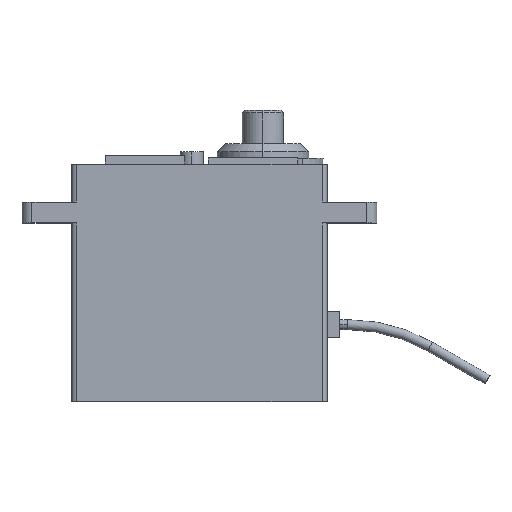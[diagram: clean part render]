
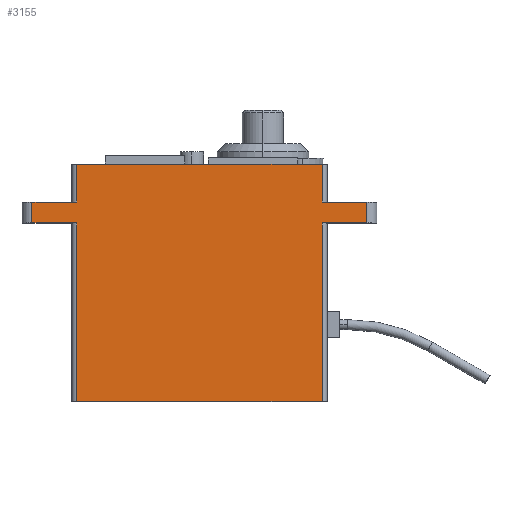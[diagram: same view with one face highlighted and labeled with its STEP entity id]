
A CAD part, top view. The second image highlights one B-rep face of the part: STEP entity #3155.
In plain terms, the highlighted planar face has unit normal (0, 0, 1).
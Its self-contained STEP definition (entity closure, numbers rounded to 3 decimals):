
#74 = VERTEX_POINT ( 'NONE', #2425 ) ;
#87 = CARTESIAN_POINT ( 'NONE',  ( 0., 28.62, 0. ) ) ;
#93 = CARTESIAN_POINT ( 'NONE',  ( 30.8, 21.51, 0. ) ) ;
#103 = VECTOR ( 'NONE', #1504, 1000. ) ;
#106 = VECTOR ( 'NONE', #204, 1000. ) ;
#116 = CARTESIAN_POINT ( 'NONE',  ( 30.2, 28.62, 0. ) ) ;
#126 = DIRECTION ( 'NONE',  ( 0., -1., 0. ) ) ;
#127 = DIRECTION ( 'NONE',  ( 0., 1., 0. ) ) ;
#140 = VERTEX_POINT ( 'NONE', #1005 ) ;
#154 = VECTOR ( 'NONE', #1166, 1000. ) ;
#204 = DIRECTION ( 'NONE',  ( -1., 0., 0. ) ) ;
#228 = VECTOR ( 'NONE', #127, 1000. ) ;
#240 = LINE ( 'NONE', #93, #103 ) ;
#381 = ORIENTED_EDGE ( 'NONE', *, *, #3403, .T. ) ;
#408 = EDGE_LOOP ( 'NONE', ( #2327, #3604, #3633, #3343, #2111, #3107, #1196, #2992, #1555, #1754, #1734, #381 ) ) ;
#437 = EDGE_CURVE ( 'NONE', #74, #140, #2639, .T. ) ;
#455 = VERTEX_POINT ( 'NONE', #1529 ) ;
#520 = VERTEX_POINT ( 'NONE', #922 ) ;
#587 = VERTEX_POINT ( 'NONE', #2439 ) ;
#593 = VERTEX_POINT ( 'NONE', #3303 ) ;
#658 = DIRECTION ( 'NONE',  ( 0., -1., 0. ) ) ;
#685 = DIRECTION ( 'NONE',  ( 0., 1., 0. ) ) ;
#805 = VECTOR ( 'NONE', #1165, 1000. ) ;
#813 = LINE ( 'NONE', #2885, #1384 ) ;
#816 = DIRECTION ( 'NONE',  ( -1., 0., 0. ) ) ;
#845 = DIRECTION ( 'NONE',  ( 1., 0., 0. ) ) ;
#922 = CARTESIAN_POINT ( 'NONE',  ( -4.785, 21.51, 0. ) ) ;
#958 = VERTEX_POINT ( 'NONE', #3196 ) ;
#1005 = CARTESIAN_POINT ( 'NONE',  ( 35.585, 24.04, 0. ) ) ;
#1043 = LINE ( 'NONE', #1130, #1727 ) ;
#1064 = LINE ( 'NONE', #1677, #3110 ) ;
#1089 = CARTESIAN_POINT ( 'NONE',  ( 30.8, 24.04, 0. ) ) ;
#1130 = CARTESIAN_POINT ( 'NONE',  ( -4.785, 21.51, 0. ) ) ;
#1141 = DIRECTION ( 'NONE',  ( 0., -1., 0. ) ) ;
#1165 = DIRECTION ( 'NONE',  ( 0., 1., 0. ) ) ;
#1166 = DIRECTION ( 'NONE',  ( 1., 0., 0. ) ) ;
#1196 = ORIENTED_EDGE ( 'NONE', *, *, #2081, .T. ) ;
#1247 = CARTESIAN_POINT ( 'NONE',  ( 35.585, 24.04, 0. ) ) ;
#1384 = VECTOR ( 'NONE', #1141, 1000. ) ;
#1440 = EDGE_CURVE ( 'NONE', #587, #2461, #3635, .T. ) ;
#1504 = DIRECTION ( 'NONE',  ( 1., 0., 0. ) ) ;
#1523 = FACE_OUTER_BOUND ( 'NONE', #408, .T. ) ;
#1529 = CARTESIAN_POINT ( 'NONE',  ( -4.785, 24.04, 0. ) ) ;
#1555 = ORIENTED_EDGE ( 'NONE', *, *, #3104, .T. ) ;
#1564 = PLANE ( 'NONE',  #3581 ) ;
#1677 = CARTESIAN_POINT ( 'NONE',  ( 0., 21.51, 0. ) ) ;
#1722 = EDGE_CURVE ( 'NONE', #140, #2038, #2730, .T. ) ;
#1727 = VECTOR ( 'NONE', #658, 1000. ) ;
#1734 = ORIENTED_EDGE ( 'NONE', *, *, #1722, .T. ) ;
#1754 = ORIENTED_EDGE ( 'NONE', *, *, #437, .T. ) ;
#1836 = VERTEX_POINT ( 'NONE', #2061 ) ;
#1870 = VERTEX_POINT ( 'NONE', #3194 ) ;
#1887 = CARTESIAN_POINT ( 'NONE',  ( 0., 28.62, 0. ) ) ;
#1896 = CARTESIAN_POINT ( 'NONE',  ( 0., 24.04, 0. ) ) ;
#2038 = VERTEX_POINT ( 'NONE', #3118 ) ;
#2061 = CARTESIAN_POINT ( 'NONE',  ( 30.2, 0., 0. ) ) ;
#2081 = EDGE_CURVE ( 'NONE', #2461, #1836, #3041, .T. ) ;
#2111 = ORIENTED_EDGE ( 'NONE', *, *, #3344, .T. ) ;
#2249 = DIRECTION ( 'NONE',  ( 1., 0., 0. ) ) ;
#2325 = VECTOR ( 'NONE', #816, 1000. ) ;
#2327 = ORIENTED_EDGE ( 'NONE', *, *, #2831, .F. ) ;
#2356 = VECTOR ( 'NONE', #685, 1000. ) ;
#2376 = LINE ( 'NONE', #87, #154 ) ;
#2385 = EDGE_CURVE ( 'NONE', #1836, #958, #2985, .T. ) ;
#2425 = CARTESIAN_POINT ( 'NONE',  ( 35.585, 21.51, 0. ) ) ;
#2439 = CARTESIAN_POINT ( 'NONE',  ( 0.6, 21.51, 0. ) ) ;
#2461 = VERTEX_POINT ( 'NONE', #2926 ) ;
#2462 = VERTEX_POINT ( 'NONE', #3538 ) ;
#2512 = LINE ( 'NONE', #2585, #805 ) ;
#2558 = CARTESIAN_POINT ( 'NONE',  ( 0., 0., 0. ) ) ;
#2585 = CARTESIAN_POINT ( 'NONE',  ( 30.2, 28.62, 0. ) ) ;
#2639 = LINE ( 'NONE', #1247, #2356 ) ;
#2712 = VECTOR ( 'NONE', #126, 1000. ) ;
#2722 = VECTOR ( 'NONE', #2249, 1000. ) ;
#2730 = LINE ( 'NONE', #1089, #2325 ) ;
#2755 = DIRECTION ( 'NONE',  ( -1., 0., 0. ) ) ;
#2778 = EDGE_CURVE ( 'NONE', #455, #520, #1043, .T. ) ;
#2831 = EDGE_CURVE ( 'NONE', #1870, #2462, #2376, .T. ) ;
#2885 = CARTESIAN_POINT ( 'NONE',  ( 0.6, 28.62, 0. ) ) ;
#2926 = CARTESIAN_POINT ( 'NONE',  ( 0.6, 0., 0. ) ) ;
#2968 = CARTESIAN_POINT ( 'NONE',  ( 0.6, 28.62, 0. ) ) ;
#2985 = LINE ( 'NONE', #116, #228 ) ;
#2992 = ORIENTED_EDGE ( 'NONE', *, *, #2385, .T. ) ;
#3041 = LINE ( 'NONE', #2558, #2722 ) ;
#3094 = DIRECTION ( 'NONE',  ( 0., 0., -1. ) ) ;
#3104 = EDGE_CURVE ( 'NONE', #958, #74, #240, .T. ) ;
#3107 = ORIENTED_EDGE ( 'NONE', *, *, #1440, .T. ) ;
#3110 = VECTOR ( 'NONE', #845, 1000. ) ;
#3118 = CARTESIAN_POINT ( 'NONE',  ( 30.2, 24.04, 0. ) ) ;
#3155 = ADVANCED_FACE ( 'NONE', ( #1523 ), #1564, .F. ) ;
#3185 = LINE ( 'NONE', #1896, #106 ) ;
#3194 = CARTESIAN_POINT ( 'NONE',  ( 0.6, 28.62, 0. ) ) ;
#3196 = CARTESIAN_POINT ( 'NONE',  ( 30.2, 21.51, 0. ) ) ;
#3303 = CARTESIAN_POINT ( 'NONE',  ( 0.6, 24.04, 0. ) ) ;
#3343 = ORIENTED_EDGE ( 'NONE', *, *, #2778, .T. ) ;
#3344 = EDGE_CURVE ( 'NONE', #520, #587, #1064, .T. ) ;
#3403 = EDGE_CURVE ( 'NONE', #2038, #2462, #2512, .T. ) ;
#3422 = EDGE_CURVE ( 'NONE', #1870, #593, #813, .T. ) ;
#3538 = CARTESIAN_POINT ( 'NONE',  ( 30.2, 28.62, 0. ) ) ;
#3581 = AXIS2_PLACEMENT_3D ( 'NONE', #1887, #3094, #2755 ) ;
#3604 = ORIENTED_EDGE ( 'NONE', *, *, #3422, .T. ) ;
#3625 = EDGE_CURVE ( 'NONE', #593, #455, #3185, .T. ) ;
#3633 = ORIENTED_EDGE ( 'NONE', *, *, #3625, .T. ) ;
#3635 = LINE ( 'NONE', #2968, #2712 ) ;
